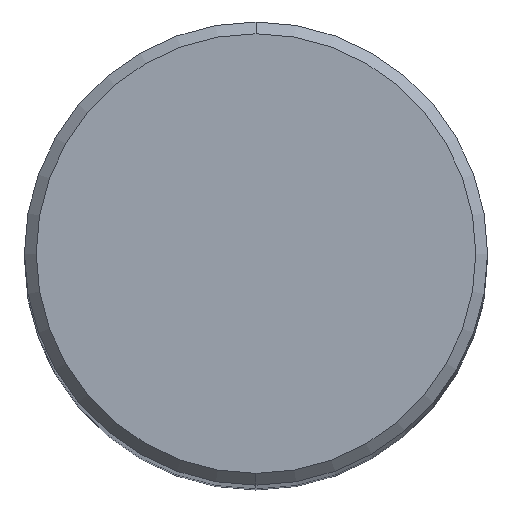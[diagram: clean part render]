
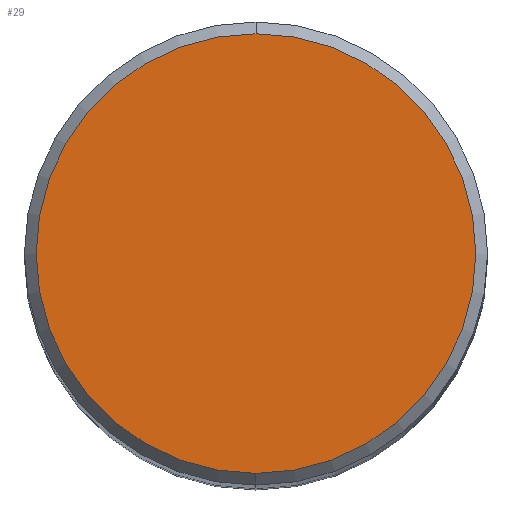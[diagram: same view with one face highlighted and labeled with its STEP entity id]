
A CAD part, top view. The second image highlights one B-rep face of the part: STEP entity #29.
In plain terms, the highlighted planar face has unit normal (0, 0, 1).
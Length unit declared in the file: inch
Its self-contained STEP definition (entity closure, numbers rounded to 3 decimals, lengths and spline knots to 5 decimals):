
#16 = PLANE ( 'NONE',  #232 ) ;
#26 = ORIENTED_EDGE ( 'NONE', *, *, #145, .T. ) ;
#29 = ADVANCED_FACE ( 'NONE', ( #163 ), #16, .F. ) ;
#106 = CIRCLE ( 'NONE', #310, 0.3737 ) ;
#115 = DIRECTION ( 'NONE',  ( 0., 0., 1. ) ) ;
#125 = CARTESIAN_POINT ( 'NONE',  ( 0., 0.3737, 0. ) ) ;
#130 = DIRECTION ( 'NONE',  ( 0., 0., 1. ) ) ;
#145 = EDGE_CURVE ( 'NONE', #389, #176, #329, .T. ) ;
#163 = FACE_OUTER_BOUND ( 'NONE', #295, .T. ) ;
#170 = DIRECTION ( 'NONE',  ( 0., -1., 0. ) ) ;
#175 = AXIS2_PLACEMENT_3D ( 'NONE', #241, #115, #245 ) ;
#176 = VERTEX_POINT ( 'NONE', #312 ) ;
#187 = EDGE_CURVE ( 'NONE', #176, #389, #106, .T. ) ;
#189 = CARTESIAN_POINT ( 'NONE',  ( 0., 0.3737, 0. ) ) ;
#190 = DIRECTION ( 'NONE',  ( 0., 1., 0. ) ) ;
#193 = ORIENTED_EDGE ( 'NONE', *, *, #187, .T. ) ;
#232 = AXIS2_PLACEMENT_3D ( 'NONE', #125, #288, #190 ) ;
#241 = CARTESIAN_POINT ( 'NONE',  ( 0., 0., 0. ) ) ;
#245 = DIRECTION ( 'NONE',  ( 0., -1., 0. ) ) ;
#288 = DIRECTION ( 'NONE',  ( 0., 0., -1. ) ) ;
#295 = EDGE_LOOP ( 'NONE', ( #26, #193 ) ) ;
#310 = AXIS2_PLACEMENT_3D ( 'NONE', #347, #130, #170 ) ;
#312 = CARTESIAN_POINT ( 'NONE',  ( 0., -0.3737, 0. ) ) ;
#329 = CIRCLE ( 'NONE', #175, 0.3737 ) ;
#347 = CARTESIAN_POINT ( 'NONE',  ( 0., 0., 0. ) ) ;
#389 = VERTEX_POINT ( 'NONE', #189 ) ;
